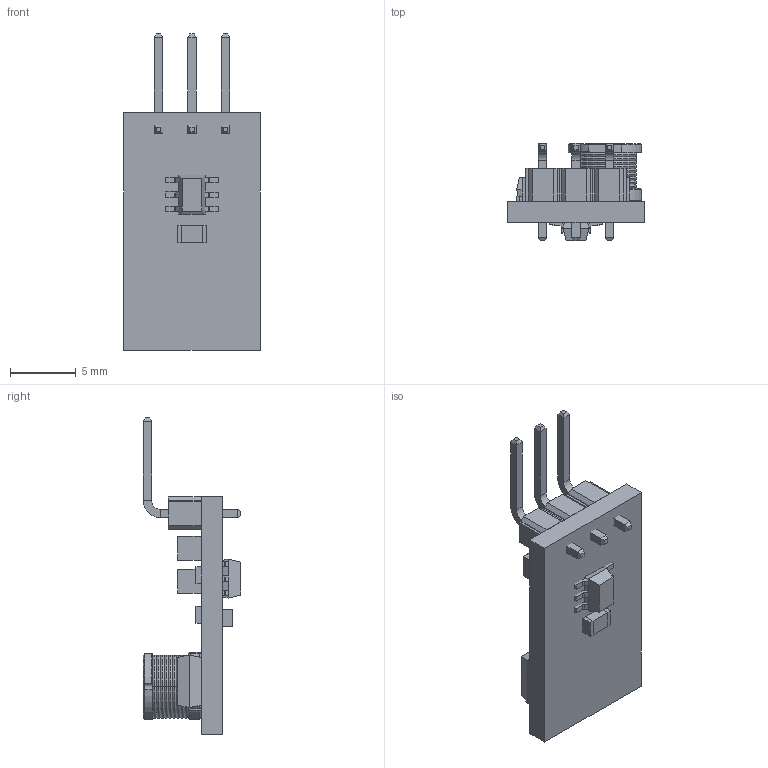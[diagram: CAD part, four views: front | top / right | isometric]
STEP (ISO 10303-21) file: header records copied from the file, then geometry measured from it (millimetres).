
FILE_DESCRIPTION (( 'STEP AP214' ), '1' );
FILE_NAME ('DD4012SA 6.5-40V to 3.3V 5V DC-DC Step-Down Buck Converter, 1A.STEP', '2019-10-06T07:49:22', ( '' ), ( '' ), 'SwSTEP 2.0', 'SolidWorks 2018', '' );
FILE_SCHEMA (( 'AUTOMOTIVE_DESIGN' ));
Length unit declared in the file: millimetre
Products named in the file (9): Micro Reg, DD4012SA 6.5-40V to 3.3V 5V DC-DC Step-Down Buck Converter, 1A; DD4012SA 6.5-40V to 3.3V 5V DC-DC Step-Down Buck Converter, 1A; PCB, DD4012SA 6.5-40V to 3.3V 5V DC-DC Step-Down Buck Converter, 1A; SMD Capacitor, DD4012SA 6.5-40V to 3.3V 5V DC-DC Step-Down Buck Converter, 1A; Pin Header, 1X3, 2.54 mm, DD4012SA 6.5-40V to 3.3V 5V DC-DC Step-Down Buck Converter, 1A_90 degrees; 6R8 SMD Inductor, DD4012SA 6.5-40V to 3.3V 5V DC-DC Step-Down Buck Converter, 1A; SS34 Schottky Diode, DD4012SA 6.5-40V to 3.3V 5V DC-DC Step-Down Buck Converter, 1A; SMD Resistor, 2.2x1.3 mm, DD4012SA 6.5-40V to 3.3V 5V DC-DC Step-Down Buck Converter, 1A; Small SMD Capacitor, DD4012SA 6.5-40V to 3.3V 5V DC-DC Step-Down Buck Converter, 1A
Assembly tree (12 placements, depth 2):
  DD4012SA 6.5-40V to 3.3V 5V DC-DC Step-Down Buck Converter, 1A
    PCB, DD4012SA 6.5-40V to 3.3V 5V DC-DC Step-Down Buck Converter, 1A
    SMD Capacitor, DD4012SA 6.5-40V to 3.3V 5V DC-DC Step-Down Buck Converter, 1A  x3
    Pin Header, 1X3, 2.54 mm, DD4012SA 6.5-40V to 3.3V 5V DC-DC Step-Down Buck Converter, 1A_90 degrees
    6R8 SMD Inductor, DD4012SA 6.5-40V to 3.3V 5V DC-DC Step-Down Buck Converter, 1A
    Micro Reg, DD4012SA 6.5-40V to 3.3V 5V DC-DC Step-Down Buck Converter, 1A
    SMD Resistor, 2.2x1.3 mm, DD4012SA 6.5-40V to 3.3V 5V DC-DC Step-Down Buck Converter, 1A  x3
    Small SMD Capacitor, DD4012SA 6.5-40V to 3.3V 5V DC-DC Step-Down Buck Converter, 1A
    SS34 Schottky Diode, DD4012SA 6.5-40V to 3.3V 5V DC-DC Step-Down Buck Converter, 1A
Bounding box: 10.4 x 7.4 x 24 mm (x, y, z)
Volume: 506.6 mm3; surface area: 1191.3 mm2
Topology: 41 solids, 41 shells, 447 faces, 1009 edges, 626 vertices
Faces by surface type: plane 344, torus 40, cylinder 38, cone 25
Entity records: 13068 total; most frequent: CARTESIAN_POINT 1869, DIRECTION 1799, ORIENTED_EDGE 1730, EDGE_CURVE 865, VECTOR 655, LINE 655, AXIS2_PLACEMENT_3D 572, VERTEX_POINT 530
